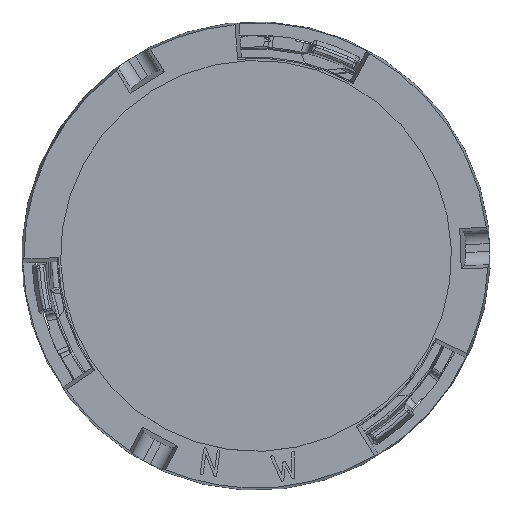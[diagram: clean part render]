
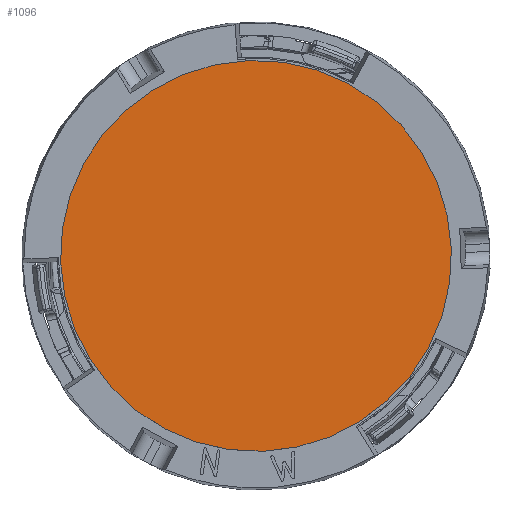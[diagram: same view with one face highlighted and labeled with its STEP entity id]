
A CAD part, top view. The second image highlights one B-rep face of the part: STEP entity #1096.
In plain terms, the highlighted planar face has unit normal (0, 0, 1).
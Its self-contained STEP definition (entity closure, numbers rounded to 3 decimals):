
#1096=ADVANCED_FACE('',(#2455),#2456,.T.);
#2455=FACE_OUTER_BOUND('',#9564,.T.);
#2456=PLANE('',#9565);
#9564=EDGE_LOOP('',(#19761));
#9565=AXIS2_PLACEMENT_3D('',#19762,#19763,#19764);
#19761=ORIENTED_EDGE('',*,*,#25676,.T.);
#19762=CARTESIAN_POINT('',(0.,0.,19.512));
#19763=DIRECTION('',(0.0,0.0,1.0));
#19764=DIRECTION('',(1.0,0.0,0.0));
#25676=EDGE_CURVE('',#28381,#28381,#28382,.T.);
#28381=VERTEX_POINT('',#32770);
#28382=CIRCLE('',#32771,14.5);
#32770=CARTESIAN_POINT('',(14.5,0.,19.512));
#32771=AXIS2_PLACEMENT_3D('',#38159,#38160,#38161);
#38159=CARTESIAN_POINT('',(0.,0.,19.512));
#38160=DIRECTION('',(0.0,0.0,1.0));
#38161=DIRECTION('',(1.0,0.0,0.0));
